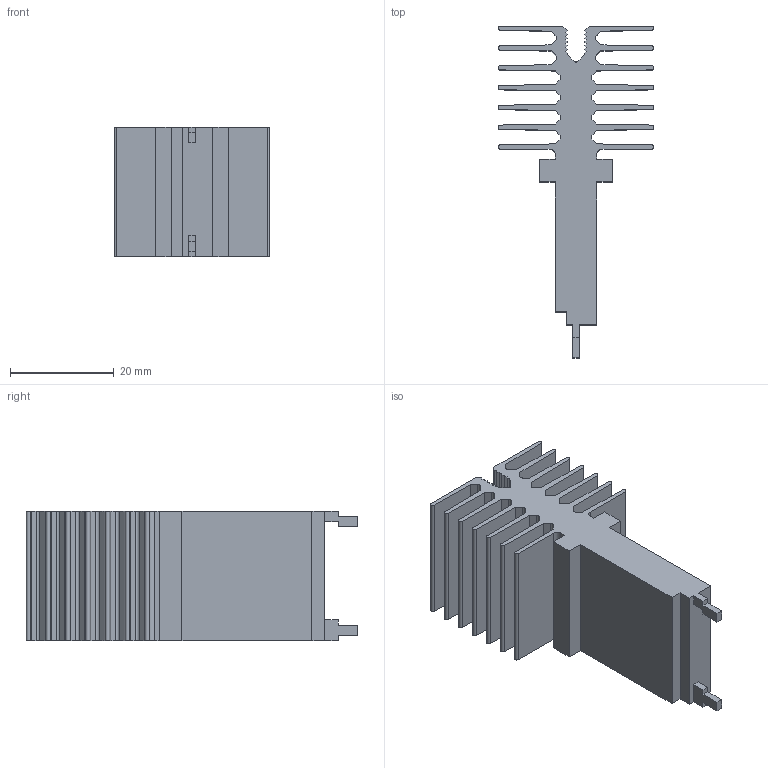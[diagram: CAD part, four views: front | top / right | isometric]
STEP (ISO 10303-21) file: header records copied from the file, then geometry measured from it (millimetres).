
FILE_DESCRIPTION((''),'2;1');
FILE_NAME('OMNI-UNI-30-50-D','2017-12-05T',('kliu'),(''),'CREO PARAMETRIC BY PTC INC, 2014190','CREO PARAMETRIC BY PTC INC, 2014190','');
FILE_SCHEMA(('CONFIG_CONTROL_DESIGN'));
Length unit declared in the file: millimetre
Products named in the file (1): OMNI-UNI-30-50-D
Bounding box: 30 x 63.85 x 25 mm (x, y, z)
Volume: 14938.6 mm3; surface area: 12790 mm2
Topology: 1 solids, 1 shells, 235 faces, 675 edges, 450 vertices
Faces by surface type: plane 206, cylinder 29
Entity records: 7625 total; most frequent: CARTESIAN_POINT 1360, ORIENTED_EDGE 1350, DIRECTION 1203, EDGE_CURVE 675, VECTOR 617, LINE 617, VERTEX_POINT 450, AXIS2_PLACEMENT_3D 293
